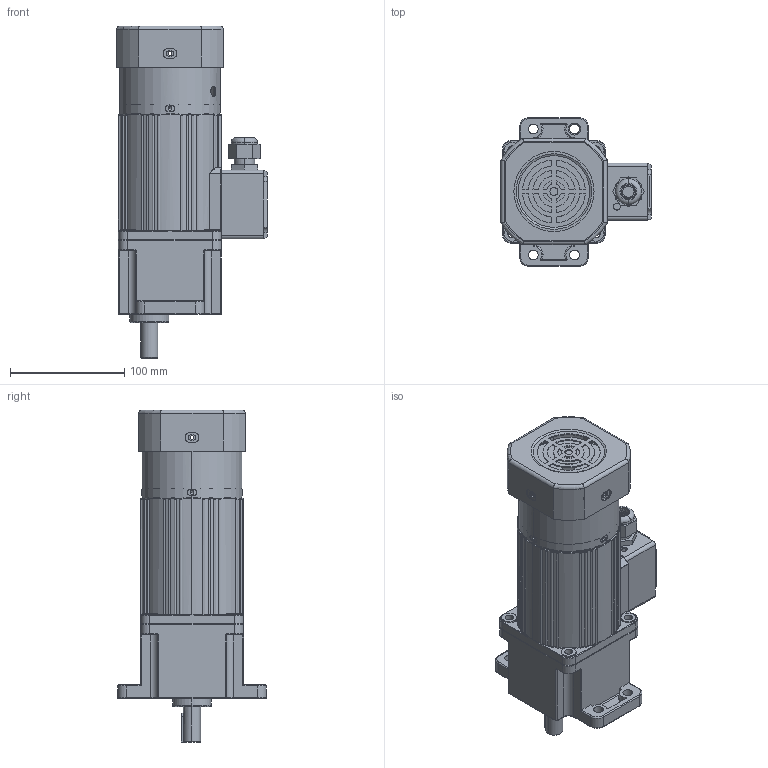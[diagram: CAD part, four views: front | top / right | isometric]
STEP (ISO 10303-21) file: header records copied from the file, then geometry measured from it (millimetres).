
FILE_DESCRIPTION (( 'STEP AP203' ), '1' );
FILE_NAME ('5IK90-140(R)-MFT+5GU3-750K.STEP', '2020-01-10T01:28:15', ( 'Sky123.Org' ), ( 'Sky123.Org' ), 'SwSTEP 2.0', 'SolidWorks 2014', '' );
FILE_SCHEMA (( 'CONFIG_CONTROL_DESIGN' ));
Length unit declared in the file: millimetre
Products named in the file (10): 5GU3-750K; 5IK90-140A; 5IK90-140(R)-MFT+5GU3-750K; 90傻瑞欶褲; 90价陬ん欶褲; 峚倰萇儂諉盄碟02; NPT1-2萇擢芛; NPT1-2つ踡芛; NPT1-2萇擢芛蚾饜极
Assembly tree (9 placements, depth 3):
  5IK90-140(R)-MFT+5GU3-750K
    5IK90-140A
    90傻瑞欶褲
    90价陬ん欶褲
    峚倰萇儂諉盄碟02
    NPT1-2萇擢芛蚾饜极
      NPT1-2萇擢芛
      NPT1-2つ踡芛
    5GU3-750K
      5GU3-750K
Bounding box: 131.5 x 130 x 290 mm (x, y, z)
Volume: 1351754.5 mm3; surface area: 219466.8 mm2
Topology: 7 solids, 7 shells, 991 faces, 2619 edges, 1632 vertices
Faces by surface type: cylinder 400, plane 355, torus 142, cone 48, bspline 34, sphere 12
Entity records: 34857 total; most frequent: CARTESIAN_POINT 9237, DIRECTION 5249, ORIENTED_EDGE 5142, EDGE_CURVE 2571, AXIS2_PLACEMENT_3D 2026, VERTEX_POINT 1632, LINE 1197, VECTOR 1197
